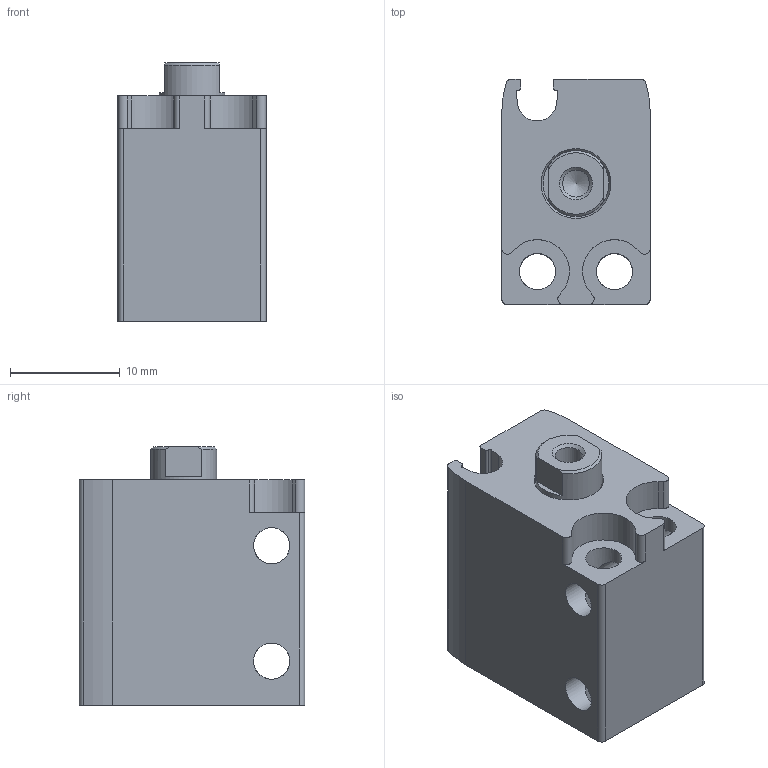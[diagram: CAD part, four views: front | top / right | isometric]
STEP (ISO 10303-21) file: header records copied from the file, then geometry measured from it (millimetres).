
FILE_DESCRIPTION(/* description */ ('STEP AP214'),/* implementation_level */ '2;1');
FILE_NAME(/* name */ '4891759_AEN-S-10-5-I',/* time_stamp */ '2024-07-30T13:14:06+02:00',/* author */ ('License CC BY-ND 4.0'),/* organization */ ('CADENAS'),/* preprocessor_version */ 'ST-DEVELOPER v19.3',/* originating_system */ 'PARTsolutions',/* authorisation */ ' ');
FILE_SCHEMA (('AUTOMOTIVE_DESIGN {1 0 10303 214 3 1 1}'));
Length unit declared in the file: millimetre
Products named in the file (3): 4891759 AEN-S-10-5-I---(0_high); 4891759 AEN-S-10-5-I---(highH); 4891759 AEN-S-10-5-I---(highP)
Assembly tree (2 placements, depth 2):
  4891759 AEN-S-10-5-I---(0_high)
    4891759 AEN-S-10-5-I---(highH)
    4891759 AEN-S-10-5-I---(highP)
Bounding box: 13.5 x 20.5 x 23.5 mm (x, y, z)
Volume: 4503.5 mm3; surface area: 3732.6 mm2
Topology: 2 solids, 2 shells, 77 faces, 202 edges, 127 vertices
Faces by surface type: cylinder 39, plane 29, cone 9
Full cylindrical faces by diameter (mm): 2.459 x3, 3.3 x12, 6 x2, 10 x2, 11 x1
Entity records: 2271 total; most frequent: DIRECTION 410, CARTESIAN_POINT 375, ORIENTED_EDGE 330, AXIS2_PLACEMENT_3D 169, EDGE_CURVE 165, FACE_BOUND 119, VERTEX_POINT 118, EDGE_LOOP 118
